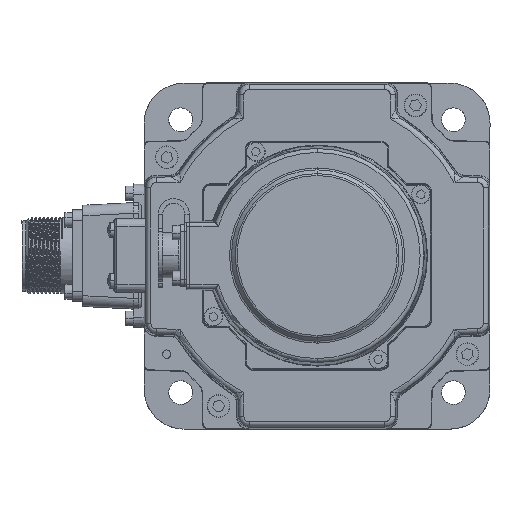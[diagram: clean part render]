
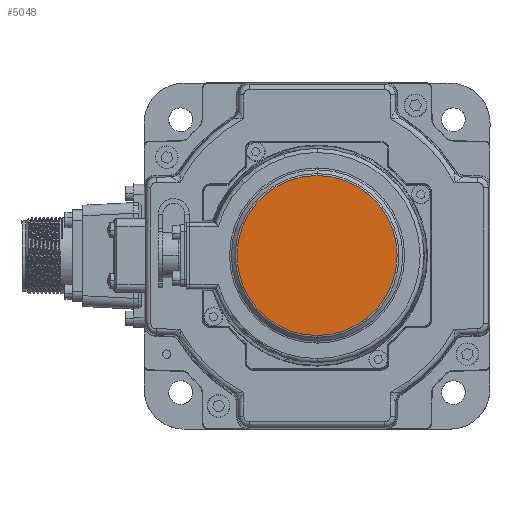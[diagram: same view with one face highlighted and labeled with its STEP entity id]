
A CAD part, top view. The second image highlights one B-rep face of the part: STEP entity #5048.
In plain terms, the highlighted planar face has unit normal (0, 0, 1).
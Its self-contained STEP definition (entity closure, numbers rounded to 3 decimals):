
#1683 = CARTESIAN_POINT ( 'NONE',  ( 0., 0., 97.75 ) ) ;
#2451 = CARTESIAN_POINT ( 'NONE',  ( 0., 0., 97.75 ) ) ;
#5048 = ADVANCED_FACE ( 'NONE', ( #29379 ), #35527, .T. ) ;
#9306 = AXIS2_PLACEMENT_3D ( 'NONE', #38625, #18792, #25475 ) ;
#12184 = DIRECTION ( 'NONE',  ( 0., 1., 0. ) ) ;
#14511 = CIRCLE ( 'NONE', #26585, 30.086 ) ;
#14736 = EDGE_CURVE ( 'NONE', #40109, #17327, #26131, .T. ) ;
#17327 = VERTEX_POINT ( 'NONE', #31076 ) ;
#18256 = DIRECTION ( 'NONE',  ( 0., 0., 1. ) ) ;
#18792 = DIRECTION ( 'NONE',  ( 0., 0., 1. ) ) ;
#25475 = DIRECTION ( 'NONE',  ( 0., 1., 0. ) ) ;
#26131 = CIRCLE ( 'NONE', #9306, 30.086 ) ;
#26585 = AXIS2_PLACEMENT_3D ( 'NONE', #1683, #18256, #12184 ) ;
#29379 = FACE_OUTER_BOUND ( 'NONE', #37515, .T. ) ;
#31076 = CARTESIAN_POINT ( 'NONE',  ( 0., 30.086, 97.75 ) ) ;
#34422 = CARTESIAN_POINT ( 'NONE',  ( 0., -30.086, 97.75 ) ) ;
#35527 = PLANE ( 'NONE',  #36044 ) ;
#35814 = DIRECTION ( 'NONE',  ( 0., 1., 0. ) ) ;
#36044 = AXIS2_PLACEMENT_3D ( 'NONE', #2451, #42254, #35814 ) ;
#37515 = EDGE_LOOP ( 'NONE', ( #39444, #42265 ) ) ;
#38625 = CARTESIAN_POINT ( 'NONE',  ( 0., 0., 97.75 ) ) ;
#39444 = ORIENTED_EDGE ( 'NONE', *, *, #41187, .T. ) ;
#40109 = VERTEX_POINT ( 'NONE', #34422 ) ;
#41187 = EDGE_CURVE ( 'NONE', #17327, #40109, #14511, .T. ) ;
#42254 = DIRECTION ( 'NONE',  ( 0., 0., 1. ) ) ;
#42265 = ORIENTED_EDGE ( 'NONE', *, *, #14736, .T. ) ;
